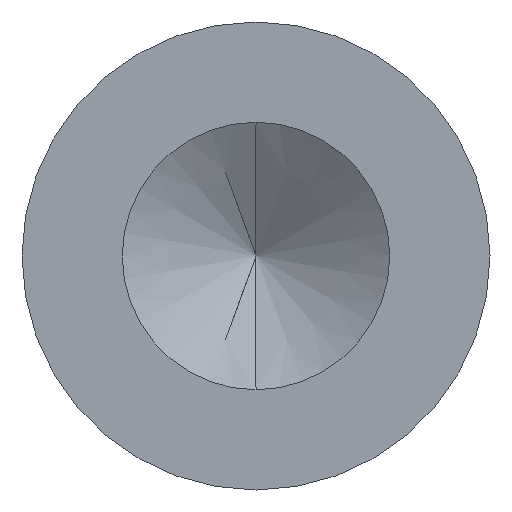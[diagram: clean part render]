
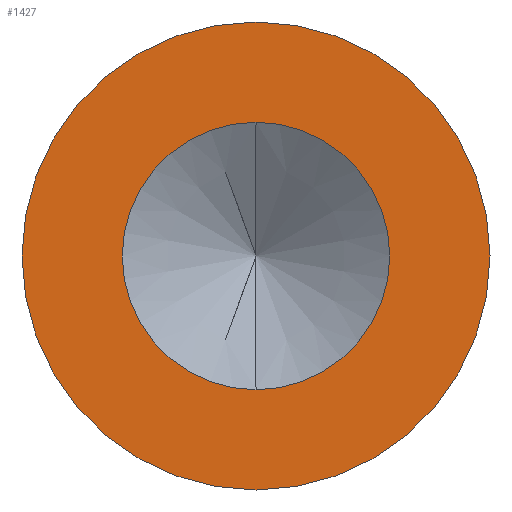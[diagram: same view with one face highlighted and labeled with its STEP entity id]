
A CAD part, front view. The second image highlights one B-rep face of the part: STEP entity #1427.
In plain terms, the highlighted planar face has unit normal (0, -1, 0).
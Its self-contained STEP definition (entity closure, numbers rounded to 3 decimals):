
#200 = ORIENTED_EDGE ( 'NONE', *, *, #3621, .F. ) ;
#310 = AXIS2_PLACEMENT_3D ( 'NONE', #524, #3962, #3008 ) ;
#413 = CIRCLE ( 'NONE', #3084, 0.35 ) ;
#524 = CARTESIAN_POINT ( 'NONE',  ( 0.35, -11., 0. ) ) ;
#633 = DIRECTION ( 'NONE',  ( 0., -1., 0. ) ) ;
#869 = AXIS2_PLACEMENT_3D ( 'NONE', #3718, #633, #3753 ) ;
#876 = DIRECTION ( 'NONE',  ( 0., 0., 1. ) ) ;
#955 = EDGE_LOOP ( 'NONE', ( #200, #2561 ) ) ;
#1290 = DIRECTION ( 'NONE',  ( 0., 1., 0. ) ) ;
#1324 = CARTESIAN_POINT ( 'NONE',  ( 0., -11., -0.2 ) ) ;
#1383 = ORIENTED_EDGE ( 'NONE', *, *, #3744, .F. ) ;
#1427 = ADVANCED_FACE ( 'Defeature ausgef�hrt1_7', ( #3240, #3141 ), #2044, .F. ) ;
#1525 = ORIENTED_EDGE ( 'NONE', *, *, #2448, .F. ) ;
#1578 = AXIS2_PLACEMENT_3D ( 'NONE', #4021, #3633, #3988 ) ;
#1771 = DIRECTION ( 'NONE',  ( 0., 1., 0. ) ) ;
#1797 = CARTESIAN_POINT ( 'NONE',  ( 0., -11., 0. ) ) ;
#1849 = VERTEX_POINT ( 'NONE', #2618 ) ;
#1962 = EDGE_LOOP ( 'NONE', ( #1383, #1525 ) ) ;
#2044 = PLANE ( 'NONE',  #310 ) ;
#2124 = VERTEX_POINT ( 'NONE', #3773 ) ;
#2146 = VERTEX_POINT ( 'NONE', #1324 ) ;
#2201 = CIRCLE ( 'NONE', #2742, 0.35 ) ;
#2448 = EDGE_CURVE ( 'Defeature ausgef�hrt1_9+Defeature ausgef�hrt1_7+Defeature ausgef�hrt1_7+Defeature ausgef�hrt1_7', #3589, #2146, #2848, .T. ) ;
#2561 = ORIENTED_EDGE ( 'NONE', *, *, #3774, .F. ) ;
#2618 = CARTESIAN_POINT ( 'NONE',  ( 0., -11., -0.35 ) ) ;
#2742 = AXIS2_PLACEMENT_3D ( 'NONE', #1797, #1771, #876 ) ;
#2848 = CIRCLE ( 'NONE', #1578, 0.2 ) ;
#3008 = DIRECTION ( 'NONE',  ( 0., 0., 1. ) ) ;
#3062 = CARTESIAN_POINT ( 'NONE',  ( 0., -11., 0.2 ) ) ;
#3084 = AXIS2_PLACEMENT_3D ( 'NONE', #3131, #1290, #3398 ) ;
#3131 = CARTESIAN_POINT ( 'NONE',  ( 0., -11., 0. ) ) ;
#3141 = FACE_OUTER_BOUND ( 'NONE', #955, .T. ) ;
#3240 = FACE_BOUND ( 'NONE', #1962, .T. ) ;
#3398 = DIRECTION ( 'NONE',  ( 0., 0., 1. ) ) ;
#3589 = VERTEX_POINT ( 'NONE', #3062 ) ;
#3621 = EDGE_CURVE ( 'Defeature ausgef�hrt1_0+Defeature ausgef�hrt1_7+Defeature ausgef�hrt1_7+Defeature ausgef�hrt1_7', #2124, #1849, #2201, .T. ) ;
#3633 = DIRECTION ( 'NONE',  ( 0., -1., 0. ) ) ;
#3718 = CARTESIAN_POINT ( 'NONE',  ( 0., -11., 0. ) ) ;
#3744 = EDGE_CURVE ( 'Defeature ausgef�hrt1_9+Defeature ausgef�hrt1_7+Defeature ausgef�hrt1_7+Defeature ausgef�hrt1_7', #2146, #3589, #3936, .T. ) ;
#3753 = DIRECTION ( 'NONE',  ( 0., 0., -1. ) ) ;
#3773 = CARTESIAN_POINT ( 'NONE',  ( 0., -11., 0.35 ) ) ;
#3774 = EDGE_CURVE ( 'Defeature ausgef�hrt1_0+Defeature ausgef�hrt1_7+Defeature ausgef�hrt1_7+Defeature ausgef�hrt1_7', #1849, #2124, #413, .T. ) ;
#3936 = CIRCLE ( 'NONE', #869, 0.2 ) ;
#3962 = DIRECTION ( 'NONE',  ( 0., 1., 0. ) ) ;
#3988 = DIRECTION ( 'NONE',  ( 0., 0., -1. ) ) ;
#4021 = CARTESIAN_POINT ( 'NONE',  ( 0., -11., 0. ) ) ;
